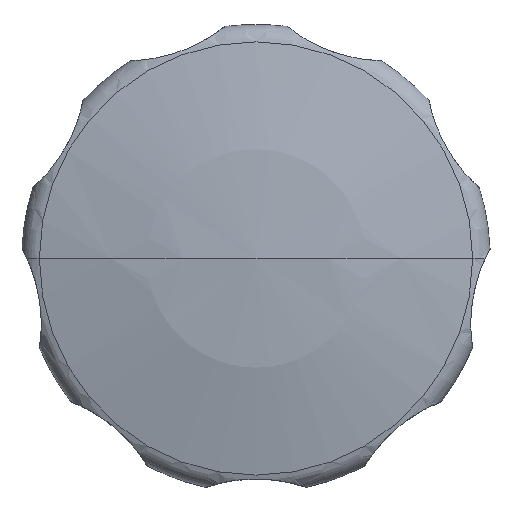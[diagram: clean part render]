
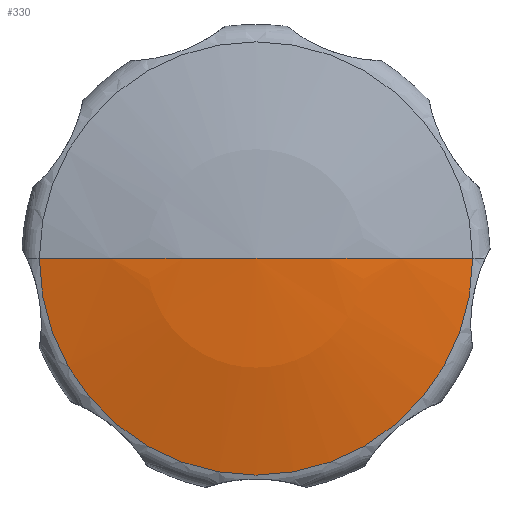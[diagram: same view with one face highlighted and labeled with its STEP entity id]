
A CAD part, top view. The second image highlights one B-rep face of the part: STEP entity #330.
In plain terms, the highlighted spherical face has radius 55.383 mm.
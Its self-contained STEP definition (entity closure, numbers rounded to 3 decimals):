
#330=ADVANCED_FACE('',(#744),#745,.T.);
#336=EDGE_CURVE('',#454,#442,#751,.T.);
#442=VERTEX_POINT('',#868);
#454=VERTEX_POINT('',#880);
#476=VERTEX_POINT('',#904);
#554=EDGE_CURVE('',#476,#442,#986,.T.);
#598=EDGE_CURVE('',#454,#476,#1037,.T.);
#744=FACE_OUTER_BOUND('',#1331,.T.);
#745=SPHERICAL_SURFACE('',#1332,55.383);
#751=CIRCLE('',#1370,13.876);
#868=CARTESIAN_POINT('',(13.876,0.,35.234));
#880=CARTESIAN_POINT('',(-13.876,0.,35.234));
#904=CARTESIAN_POINT('',(0.,0.,37.0));
#986=CIRCLE('',#2091,55.383);
#1037=CIRCLE('',#2177,55.383);
#1331=EDGE_LOOP('',(#2360,#2361,#2362));
#1332=AXIS2_PLACEMENT_3D('',#2363,#2364,#2365);
#1370=AXIS2_PLACEMENT_3D('',#2369,#2370,#2371);
#2091=AXIS2_PLACEMENT_3D('',#2600,#2601,#2602);
#2177=AXIS2_PLACEMENT_3D('',#2677,#2678,#2679);
#2360=ORIENTED_EDGE('',*,*,#598,.F.);
#2361=ORIENTED_EDGE('',*,*,#336,.T.);
#2362=ORIENTED_EDGE('',*,*,#554,.F.);
#2363=CARTESIAN_POINT('',(0.,0.,-18.383));
#2364=DIRECTION('',(0.,0.,1.0));
#2365=DIRECTION('',(-1.0,0.,0.0));
#2369=CARTESIAN_POINT('',(0.,0.,35.234));
#2370=DIRECTION('',(0.,0.,1.0));
#2371=DIRECTION('',(-1.0,0.,0.));
#2600=CARTESIAN_POINT('',(0.,0.,-18.383));
#2601=DIRECTION('',(0.,1.0,0.));
#2602=DIRECTION('',(0.0,0.,-1.0));
#2677=CARTESIAN_POINT('',(0.,0.,-18.383));
#2678=DIRECTION('',(0.,1.0,0.));
#2679=DIRECTION('',(0.0,0.,-1.0));
